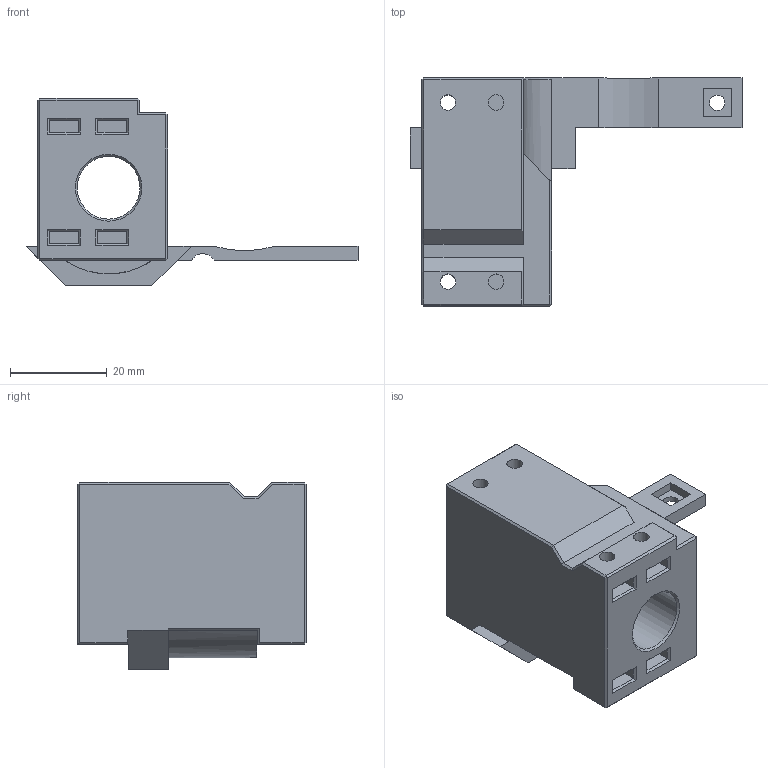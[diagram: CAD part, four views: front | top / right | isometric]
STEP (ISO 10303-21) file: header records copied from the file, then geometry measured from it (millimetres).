
FILE_DESCRIPTION(/* description */ ('STEP AP242','CAx-IF Rec.Pracs.---Representation and Presentation of Product Manufacturing Information (PMI)---4.0---2014-10-13','CAx-IF Rec.Pracs.---3D Tessellated Geometry---0.4---2014-09-14','2;1'),/* implementation_level */ '2;1');
FILE_NAME(/* name */ '68d5c791b98eaa899964cf7d',/* time_stamp */ '2025-09-25T22:52:02Z',/* author */ (''),/* organization */ (''),/* preprocessor_version */ 'ST-DEVELOPER v20',/* originating_system */ 'ONSHAPE BY PTC INC, 1.204',/* authorisation */ ' ');
FILE_SCHEMA (('AP242_MANAGED_MODEL_BASED_3D_ENGINEERING_MIM_LF { 1 0 10303 442 1 1 4 }'));
Length unit declared in the file: metre
Products named in the file (1): Center Insert
Bounding box: 68.73 x 47.25 x 38.75 mm (x, y, z)
Volume: 33033.4 mm3; surface area: 13186.2 mm2
Topology: 1 solids, 1 shells, 173 faces, 410 edges, 252 vertices
Faces by surface type: plane 150, cylinder 20, cone 3
Full cylindrical faces by diameter (mm): 3.2 x15, 13 x1
Entity records: 4749 total; most frequent: CARTESIAN_POINT 808, DIRECTION 777, ORIENTED_EDGE 768, EDGE_CURVE 384, LINE 335, VECTOR 335, VERTEX_POINT 244, EDGE_LOOP 228
